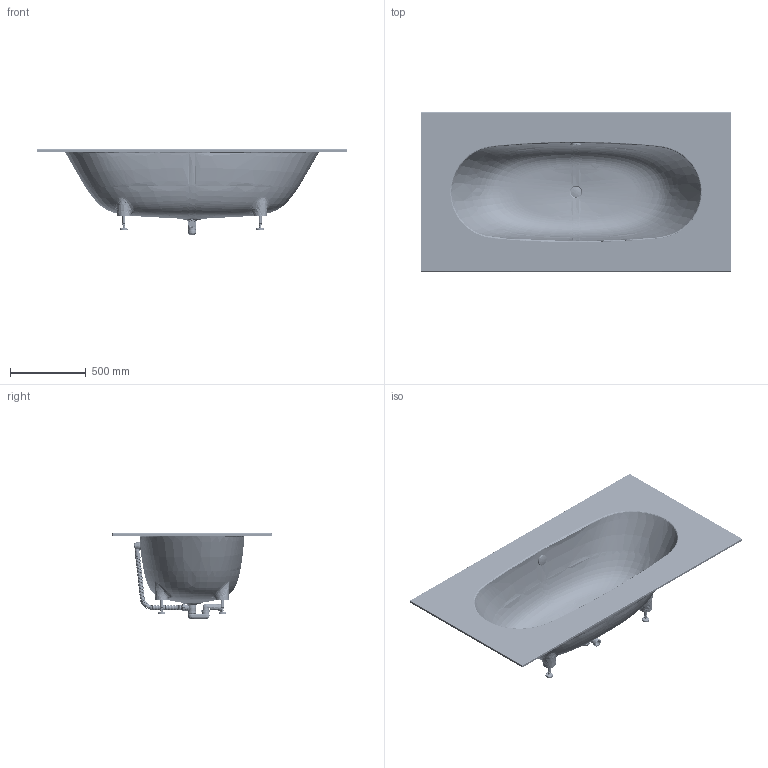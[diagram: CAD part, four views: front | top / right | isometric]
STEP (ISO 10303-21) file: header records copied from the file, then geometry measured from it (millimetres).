
FILE_DESCRIPTION(/* description */ (''),/* implementation_level */ '2;1');
FILE_NAME(/* name */ 'DELIGH~3',/* time_stamp */ '2016-06-28T14:12:55+02:00',/* author */ (''),/* organization */ (''),/* preprocessor_version */ 'ST-DEVELOPER v15',/* originating_system */ '',/* authorisation */ '');
FILE_SCHEMA (('AUTOMOTIVE_DESIGN_CC2'));
Products named in the file (1): Document
Bounding box: 2050 x 1050 x 563.89 mm (x, y, z)
Volume: 131521.3 mm3; surface area: 6871253.8 mm2
Topology: 22 solids, 1303 shells, 3814 faces, 11774 edges, 8780 vertices
Faces by surface type: bspline 3196, plane 618
Entity records: 394595 total; most frequent: CARTESIAN_POINT 322807, ORIENTED_EDGE 17833, EDGE_CURVE 11528, VERTEX_POINT 8821, B_SPLINE_CURVE_WITH_KNOTS 4932, EDGE_LOOP 4122, ADVANCED_FACE 3814, FACE_OUTER_BOUND 3814
